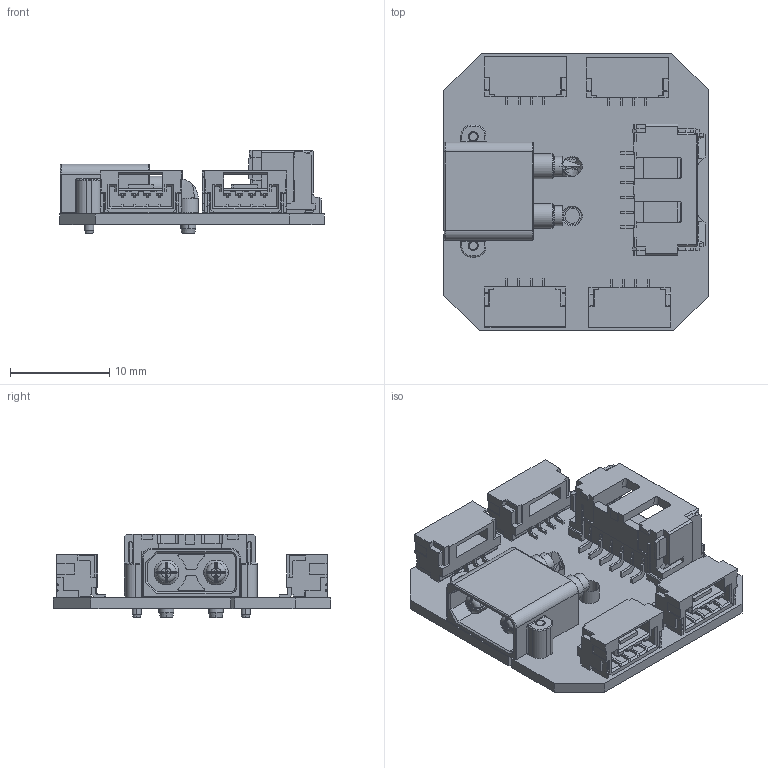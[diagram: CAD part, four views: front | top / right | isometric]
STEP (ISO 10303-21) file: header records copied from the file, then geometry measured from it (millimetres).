
FILE_DESCRIPTION(('Open CASCADE Model'),'2;1');
FILE_NAME('Open CASCADE Shape Model','2022-11-18T11:01:44',('Author'),( 'Open CASCADE'),'Open CASCADE STEP processor 6.8','Open CASCADE 6.8' ,'Unknown');
FILE_SCHEMA(('AUTOMOTIVE_DESIGN { 1 0 10303 214 1 1 1 1 }'));
Products named in the file (1): PCB
Bounding box: 26.7 x 28 x 8.41 mm (x, y, z)
Volume: 1694.7 mm3; surface area: 4483.2 mm2
Topology: 69 solids, 69 shells, 1842 faces, 4900 edges, 3232 vertices
Faces by surface type: plane 1562, cylinder 202, torus 32, cone 26, bspline 18, revolution 2
Entity records: 56958 total; most frequent: CARTESIAN_POINT 10557, ORIENTED_EDGE 9728, DIRECTION 8952, EDGE_CURVE 4864, LINE 4372, VECTOR 4372, VERTEX_POINT 3166, AXIS2_PLACEMENT_3D 2289
